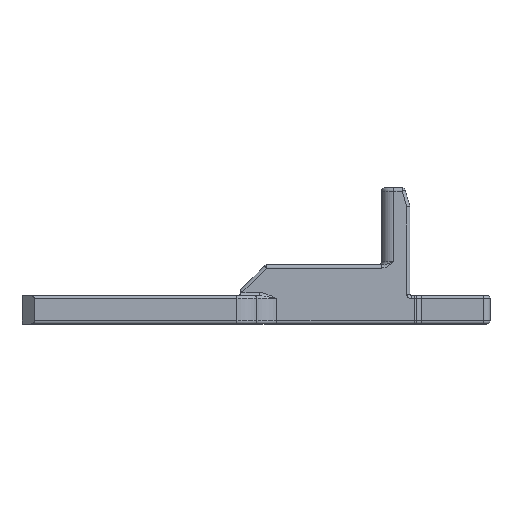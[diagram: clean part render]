
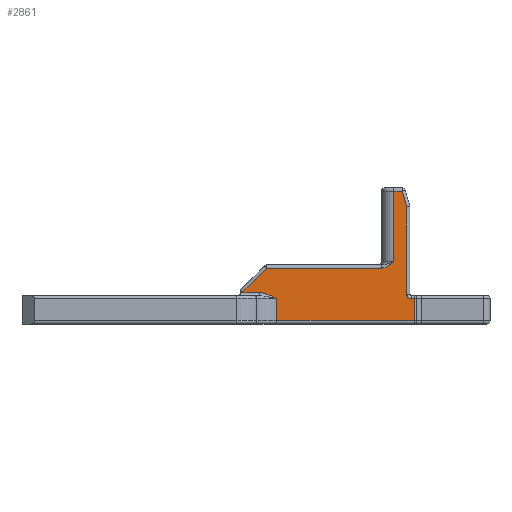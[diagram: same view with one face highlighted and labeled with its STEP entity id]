
A CAD part, left-side view. The second image highlights one B-rep face of the part: STEP entity #2861.
In plain terms, the highlighted planar face has unit normal (-1, 0, 0).
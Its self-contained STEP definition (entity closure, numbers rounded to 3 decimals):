
#2739=AXIS2_PLACEMENT_3D('Plane Axis2P3D',#2736,#2737,#2738) ;
#2801=AXIS2_PLACEMENT_3D('Circle Axis2P3D',#2799,#2800,$) ;
#2710=CARTESIAN_POINT('Line Origine',(3.3,34.619,4.6)) ;
#2714=CARTESIAN_POINT('Vertex',(3.3,34.619,4.1)) ;
#2716=CARTESIAN_POINT('Vertex',(3.3,34.619,0.5)) ;
#2736=CARTESIAN_POINT('Axis2P3D Location',(3.3,12.,4.6)) ;
#2741=CARTESIAN_POINT('Line Origine',(3.3,26.946,9.1)) ;
#2745=CARTESIAN_POINT('Vertex',(3.3,17.6,9.1)) ;
#2747=CARTESIAN_POINT('Vertex',(3.3,36.293,9.1)) ;
#2750=CARTESIAN_POINT('Line Origine',(3.3,38.293,7.1)) ;
#2754=CARTESIAN_POINT('Vertex',(3.3,40.293,5.1)) ;
#2757=CARTESIAN_POINT('Line Origine',(3.3,38.87,5.1)) ;
#2761=CARTESIAN_POINT('Vertex',(3.3,37.448,5.1)) ;
#2765=CARTESIAN_POINT('Control Point',(3.3,37.448,5.1)) ;
#2766=CARTESIAN_POINT('Control Point',(3.3,37.18,5.1)) ;
#2767=CARTESIAN_POINT('Control Point',(3.3,36.913,5.066)) ;
#2768=CARTESIAN_POINT('Control Point',(3.3,36.646,5.003)) ;
#2769=CARTESIAN_POINT('Control Point',(3.3,36.158,4.851)) ;
#2770=CARTESIAN_POINT('Control Point',(3.3,35.69,4.648)) ;
#2771=CARTESIAN_POINT('Control Point',(3.3,35.474,4.546)) ;
#2772=CARTESIAN_POINT('Control Point',(3.3,35.172,4.394)) ;
#2773=CARTESIAN_POINT('Control Point',(3.3,34.873,4.236)) ;
#2774=CARTESIAN_POINT('Control Point',(3.3,34.789,4.191)) ;
#2775=CARTESIAN_POINT('Control Point',(3.3,34.704,4.145)) ;
#2776=CARTESIAN_POINT('Control Point',(3.3,34.619,4.1)) ;
#2778=CARTESIAN_POINT('Line Origine',(3.3,23.436,0.5)) ;
#2782=CARTESIAN_POINT('Vertex',(3.3,12.252,0.5)) ;
#2785=CARTESIAN_POINT('Line Origine',(3.3,12.252,2.3)) ;
#2789=CARTESIAN_POINT('Vertex',(3.3,12.252,4.1)) ;
#2792=CARTESIAN_POINT('Line Origine',(3.3,12.526,4.1)) ;
#2796=CARTESIAN_POINT('Vertex',(3.3,12.8,4.1)) ;
#2799=CARTESIAN_POINT('Axis2P3D Location',(3.3,12.8,4.8)) ;
#2803=CARTESIAN_POINT('Vertex',(3.3,13.5,4.8)) ;
#2806=CARTESIAN_POINT('Line Origine',(3.3,13.5,11.913)) ;
#2810=CARTESIAN_POINT('Vertex',(3.3,13.5,19.027)) ;
#2813=CARTESIAN_POINT('Line Origine',(3.3,13.886,20.313)) ;
#2817=CARTESIAN_POINT('Vertex',(3.3,14.272,21.6)) ;
#2820=CARTESIAN_POINT('Line Origine',(3.3,14.936,21.6)) ;
#2824=CARTESIAN_POINT('Vertex',(3.3,15.6,21.6)) ;
#2827=CARTESIAN_POINT('Line Origine',(3.3,15.6,15.85)) ;
#2831=CARTESIAN_POINT('Vertex',(3.3,15.6,10.1)) ;
#2835=CARTESIAN_POINT('Control Point',(3.3,15.6,10.1)) ;
#2836=CARTESIAN_POINT('Control Point',(3.3,15.839,9.905)) ;
#2837=CARTESIAN_POINT('Control Point',(3.3,16.079,9.709)) ;
#2838=CARTESIAN_POINT('Control Point',(3.3,16.328,9.525)) ;
#2839=CARTESIAN_POINT('Control Point',(3.3,16.724,9.289)) ;
#2840=CARTESIAN_POINT('Control Point',(3.3,17.159,9.15)) ;
#2841=CARTESIAN_POINT('Control Point',(3.3,17.305,9.117)) ;
#2842=CARTESIAN_POINT('Control Point',(3.3,17.452,9.1)) ;
#2843=CARTESIAN_POINT('Control Point',(3.3,17.6,9.1)) ;
#2711=DIRECTION('Vector Direction',(0.,0.,-1.)) ;
#2737=DIRECTION('Axis2P3D Direction',(1.,0.,0.)) ;
#2738=DIRECTION('Axis2P3D XDirection',(0.,1.,0.)) ;
#2742=DIRECTION('Vector Direction',(0.,1.,0.)) ;
#2751=DIRECTION('Vector Direction',(0.,0.707,-0.707)) ;
#2758=DIRECTION('Vector Direction',(0.,-1.,0.)) ;
#2779=DIRECTION('Vector Direction',(0.,-1.,0.)) ;
#2786=DIRECTION('Vector Direction',(0.,0.,1.)) ;
#2793=DIRECTION('Vector Direction',(0.,1.,0.)) ;
#2800=DIRECTION('Axis2P3D Direction',(1.,0.,0.)) ;
#2807=DIRECTION('Vector Direction',(0.,0.,1.)) ;
#2814=DIRECTION('Vector Direction',(0.,0.287,0.958)) ;
#2821=DIRECTION('Vector Direction',(0.,1.,0.)) ;
#2828=DIRECTION('Vector Direction',(0.,0.,-1.)) ;
#2712=VECTOR('Line Direction',#2711,1.) ;
#2743=VECTOR('Line Direction',#2742,1.) ;
#2752=VECTOR('Line Direction',#2751,1.) ;
#2759=VECTOR('Line Direction',#2758,1.) ;
#2780=VECTOR('Line Direction',#2779,1.) ;
#2787=VECTOR('Line Direction',#2786,1.) ;
#2794=VECTOR('Line Direction',#2793,1.) ;
#2808=VECTOR('Line Direction',#2807,1.) ;
#2815=VECTOR('Line Direction',#2814,1.) ;
#2822=VECTOR('Line Direction',#2821,1.) ;
#2829=VECTOR('Line Direction',#2828,1.) ;
#2846=ORIENTED_EDGE('',*,*,#2749,.T.) ;
#2847=ORIENTED_EDGE('',*,*,#2756,.T.) ;
#2848=ORIENTED_EDGE('',*,*,#2763,.T.) ;
#2849=ORIENTED_EDGE('',*,*,#2777,.T.) ;
#2850=ORIENTED_EDGE('',*,*,#2718,.T.) ;
#2851=ORIENTED_EDGE('',*,*,#2784,.T.) ;
#2852=ORIENTED_EDGE('',*,*,#2791,.T.) ;
#2853=ORIENTED_EDGE('',*,*,#2798,.T.) ;
#2854=ORIENTED_EDGE('',*,*,#2805,.T.) ;
#2855=ORIENTED_EDGE('',*,*,#2812,.T.) ;
#2856=ORIENTED_EDGE('',*,*,#2819,.T.) ;
#2857=ORIENTED_EDGE('',*,*,#2826,.T.) ;
#2858=ORIENTED_EDGE('',*,*,#2833,.T.) ;
#2859=ORIENTED_EDGE('',*,*,#2844,.T.) ;
#2861=ADVANCED_FACE('Hauptk\X2\00F6\X0\rper',(#2860),#2740,.F.) ;
#2764=B_SPLINE_CURVE_WITH_KNOTS('',5,(#2765,#2766,#2767,#2768,#2769,#2770,#2771,#2772,#2773,#2774,#2775,#2776),.UNSPECIFIED.,.F.,.U.,(6,3,3,6),(0.,1.892,3.608,4.289),.UNSPECIFIED.) ;
#2834=B_SPLINE_CURVE_WITH_KNOTS('',5,(#2835,#2836,#2837,#2838,#2839,#2840,#2841,#2842,#2843),.UNSPECIFIED.,.F.,.U.,(6,3,6),(0.,2.186,3.23),.UNSPECIFIED.) ;
#2802=CIRCLE('generated circle',#2801,0.7) ;
#2718=EDGE_CURVE('',#2715,#2717,#2713,.T.) ;
#2749=EDGE_CURVE('',#2746,#2748,#2744,.T.) ;
#2756=EDGE_CURVE('',#2748,#2755,#2753,.T.) ;
#2763=EDGE_CURVE('',#2755,#2762,#2760,.T.) ;
#2777=EDGE_CURVE('',#2762,#2715,#2764,.T.) ;
#2784=EDGE_CURVE('',#2717,#2783,#2781,.T.) ;
#2791=EDGE_CURVE('',#2783,#2790,#2788,.T.) ;
#2798=EDGE_CURVE('',#2790,#2797,#2795,.T.) ;
#2805=EDGE_CURVE('',#2797,#2804,#2802,.T.) ;
#2812=EDGE_CURVE('',#2804,#2811,#2809,.T.) ;
#2819=EDGE_CURVE('',#2811,#2818,#2816,.T.) ;
#2826=EDGE_CURVE('',#2818,#2825,#2823,.T.) ;
#2833=EDGE_CURVE('',#2825,#2832,#2830,.T.) ;
#2844=EDGE_CURVE('',#2832,#2746,#2834,.T.) ;
#2845=EDGE_LOOP('',(#2846,#2847,#2848,#2849,#2850,#2851,#2852,#2853,#2854,#2855,#2856,#2857,#2858,#2859)) ;
#2860=FACE_OUTER_BOUND('',#2845,.T.) ;
#2713=LINE('Line',#2710,#2712) ;
#2744=LINE('Line',#2741,#2743) ;
#2753=LINE('Line',#2750,#2752) ;
#2760=LINE('Line',#2757,#2759) ;
#2781=LINE('Line',#2778,#2780) ;
#2788=LINE('Line',#2785,#2787) ;
#2795=LINE('Line',#2792,#2794) ;
#2809=LINE('Line',#2806,#2808) ;
#2816=LINE('Line',#2813,#2815) ;
#2823=LINE('Line',#2820,#2822) ;
#2830=LINE('Line',#2827,#2829) ;
#2740=PLANE('',#2739) ;
#2715=VERTEX_POINT('',#2714) ;
#2717=VERTEX_POINT('',#2716) ;
#2746=VERTEX_POINT('',#2745) ;
#2748=VERTEX_POINT('',#2747) ;
#2755=VERTEX_POINT('',#2754) ;
#2762=VERTEX_POINT('',#2761) ;
#2783=VERTEX_POINT('',#2782) ;
#2790=VERTEX_POINT('',#2789) ;
#2797=VERTEX_POINT('',#2796) ;
#2804=VERTEX_POINT('',#2803) ;
#2811=VERTEX_POINT('',#2810) ;
#2818=VERTEX_POINT('',#2817) ;
#2825=VERTEX_POINT('',#2824) ;
#2832=VERTEX_POINT('',#2831) ;
